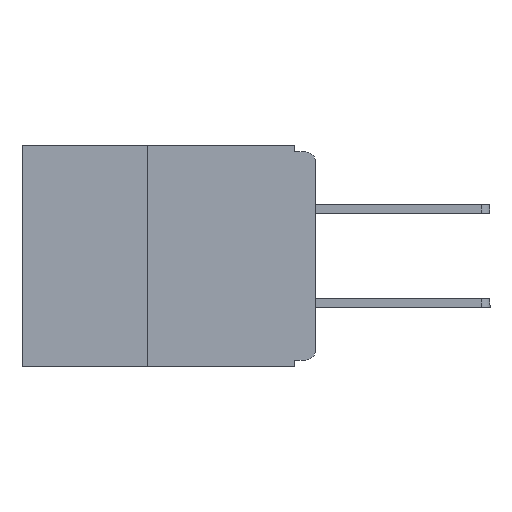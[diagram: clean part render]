
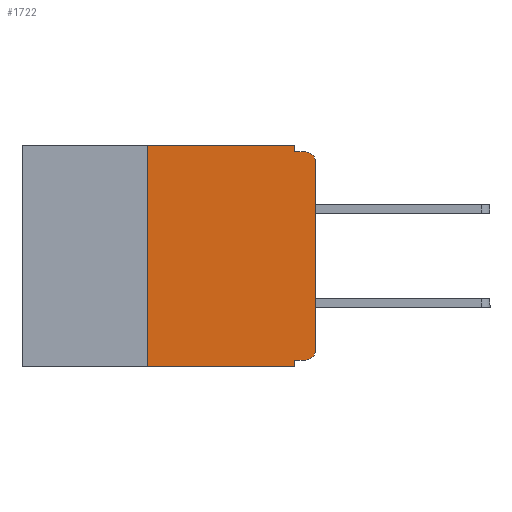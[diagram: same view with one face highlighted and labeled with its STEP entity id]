
A CAD part, left-side view. The second image highlights one B-rep face of the part: STEP entity #1722.
In plain terms, the highlighted planar face has unit normal (-1, 0, 0).
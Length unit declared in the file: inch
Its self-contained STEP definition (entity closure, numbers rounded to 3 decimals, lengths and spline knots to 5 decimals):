
#139 = CARTESIAN_POINT ( 'NONE',  ( 0., 0.437, 0. ) ) ;
#245 = ORIENTED_EDGE ( 'NONE', *, *, #423, .F. ) ;
#381 = VECTOR ( 'NONE', #4499, 39.37008 ) ;
#423 = EDGE_CURVE ( 'NONE', #16871, #8114, #18124, .T. ) ;
#623 = CIRCLE ( 'NONE', #13789, 0.015 ) ;
#655 = ORIENTED_EDGE ( 'NONE', *, *, #4115, .F. ) ;
#672 = ORIENTED_EDGE ( 'NONE', *, *, #5050, .T. ) ;
#788 = ORIENTED_EDGE ( 'NONE', *, *, #9725, .F. ) ;
#878 = LINE ( 'NONE', #4331, #381 ) ;
#899 = CARTESIAN_POINT ( 'NONE',  ( 0., 0.015, -0.305 ) ) ;
#1722 = ADVANCED_FACE ( 'NONE', ( #7801 ), #13792, .F. ) ;
#1976 = ORIENTED_EDGE ( 'NONE', *, *, #10806, .T. ) ;
#1985 = DIRECTION ( 'NONE',  ( 0., 0., -1. ) ) ;
#2033 = DIRECTION ( 'NONE',  ( 0., -1., 0. ) ) ;
#2241 = CARTESIAN_POINT ( 'NONE',  ( 0., 0., 0. ) ) ;
#2351 = DIRECTION ( 'NONE',  ( 0., 0., 1. ) ) ;
#2456 = DIRECTION ( 'NONE',  ( 0., 0., -1. ) ) ;
#2460 = DIRECTION ( 'NONE',  ( -1., 0., 0. ) ) ;
#2477 = CARTESIAN_POINT ( 'NONE',  ( 0., 0.015, -0.025 ) ) ;
#2634 = AXIS2_PLACEMENT_3D ( 'NONE', #139, #5395, #1985 ) ;
#2747 = VECTOR ( 'NONE', #2351, 39.37008 ) ;
#3023 = LINE ( 'NONE', #3497, #10240 ) ;
#3478 = DIRECTION ( 'NONE',  ( 0., -1., 0. ) ) ;
#3497 = CARTESIAN_POINT ( 'NONE',  ( 0., 0., -0.01 ) ) ;
#4061 = ORIENTED_EDGE ( 'NONE', *, *, #14551, .T. ) ;
#4115 = EDGE_CURVE ( 'NONE', #5927, #16871, #9556, .T. ) ;
#4331 = CARTESIAN_POINT ( 'NONE',  ( 0., 0.031, 0. ) ) ;
#4499 = DIRECTION ( 'NONE',  ( 0., 0., -1. ) ) ;
#4752 = ORIENTED_EDGE ( 'NONE', *, *, #9611, .F. ) ;
#4804 = CIRCLE ( 'NONE', #12857, 0.015 ) ;
#5050 = EDGE_CURVE ( 'NONE', #5927, #10647, #4804, .T. ) ;
#5395 = DIRECTION ( 'NONE',  ( 1., 0., 0. ) ) ;
#5927 = VERTEX_POINT ( 'NONE', #17059 ) ;
#6047 = CARTESIAN_POINT ( 'NONE',  ( 0., 0.25, 0. ) ) ;
#6240 = EDGE_CURVE ( 'NONE', #15797, #11912, #7435, .T. ) ;
#6525 = CARTESIAN_POINT ( 'NONE',  ( 0., 0.437, -0.33 ) ) ;
#6886 = CARTESIAN_POINT ( 'NONE',  ( 0., 0., -0.305 ) ) ;
#7001 = CARTESIAN_POINT ( 'NONE',  ( 0., 0.015, -0.01 ) ) ;
#7435 = LINE ( 'NONE', #13545, #18587 ) ;
#7605 = CARTESIAN_POINT ( 'NONE',  ( 0., 0.031, 0. ) ) ;
#7801 = FACE_OUTER_BOUND ( 'NONE', #10472, .T. ) ;
#7957 = DIRECTION ( 'NONE',  ( 0., -1., 0. ) ) ;
#8114 = VERTEX_POINT ( 'NONE', #18114 ) ;
#8178 = VERTEX_POINT ( 'NONE', #17617 ) ;
#9149 = CARTESIAN_POINT ( 'NONE',  ( 0., 0.25, -0.33 ) ) ;
#9197 = VECTOR ( 'NONE', #2033, 39.37008 ) ;
#9556 = LINE ( 'NONE', #12544, #13019 ) ;
#9611 = EDGE_CURVE ( 'NONE', #15775, #8178, #878, .T. ) ;
#9725 = EDGE_CURVE ( 'NONE', #8178, #15476, #3023, .T. ) ;
#9831 = EDGE_CURVE ( 'NONE', #15677, #15476, #623, .T. ) ;
#10240 = VECTOR ( 'NONE', #3478, 39.37008 ) ;
#10433 = LINE ( 'NONE', #2241, #2747 ) ;
#10472 = EDGE_LOOP ( 'NONE', ( #1976, #10626, #788, #4752, #14283, #15203, #4061, #245, #655, #672 ) ) ;
#10626 = ORIENTED_EDGE ( 'NONE', *, *, #9831, .T. ) ;
#10647 = VERTEX_POINT ( 'NONE', #6886 ) ;
#10756 = LINE ( 'NONE', #6525, #18053 ) ;
#10806 = EDGE_CURVE ( 'NONE', #10647, #15677, #10433, .T. ) ;
#11834 = DIRECTION ( 'NONE',  ( 0., 1., 0. ) ) ;
#11912 = VERTEX_POINT ( 'NONE', #6047 ) ;
#12544 = CARTESIAN_POINT ( 'NONE',  ( 0., 0., -0.32 ) ) ;
#12627 = LINE ( 'NONE', #18058, #9197 ) ;
#12857 = AXIS2_PLACEMENT_3D ( 'NONE', #899, #16015, #15751 ) ;
#13019 = VECTOR ( 'NONE', #11834, 39.37008 ) ;
#13220 = DIRECTION ( 'NONE',  ( 0., 0., 1. ) ) ;
#13232 = CARTESIAN_POINT ( 'NONE',  ( 0., 0.031, -0.32 ) ) ;
#13261 = CARTESIAN_POINT ( 'NONE',  ( 0., 0., -0.025 ) ) ;
#13545 = CARTESIAN_POINT ( 'NONE',  ( 0., 0.25, -0.33 ) ) ;
#13789 = AXIS2_PLACEMENT_3D ( 'NONE', #2477, #2460, #2456 ) ;
#13792 = PLANE ( 'NONE',  #2634 ) ;
#13969 = EDGE_CURVE ( 'NONE', #11912, #15775, #12627, .T. ) ;
#14283 = ORIENTED_EDGE ( 'NONE', *, *, #13969, .F. ) ;
#14551 = EDGE_CURVE ( 'NONE', #15797, #8114, #10756, .T. ) ;
#15203 = ORIENTED_EDGE ( 'NONE', *, *, #6240, .F. ) ;
#15476 = VERTEX_POINT ( 'NONE', #7001 ) ;
#15677 = VERTEX_POINT ( 'NONE', #13261 ) ;
#15751 = DIRECTION ( 'NONE',  ( 0., 0., -1. ) ) ;
#15775 = VERTEX_POINT ( 'NONE', #7605 ) ;
#15797 = VERTEX_POINT ( 'NONE', #9149 ) ;
#16015 = DIRECTION ( 'NONE',  ( -1., 0., 0. ) ) ;
#16871 = VERTEX_POINT ( 'NONE', #13232 ) ;
#17059 = CARTESIAN_POINT ( 'NONE',  ( 0., 0.015, -0.32 ) ) ;
#17617 = CARTESIAN_POINT ( 'NONE',  ( 0., 0.031, -0.01 ) ) ;
#17698 = VECTOR ( 'NONE', #18670, 39.37008 ) ;
#18053 = VECTOR ( 'NONE', #7957, 39.37008 ) ;
#18058 = CARTESIAN_POINT ( 'NONE',  ( 0., 0.437, 0. ) ) ;
#18114 = CARTESIAN_POINT ( 'NONE',  ( 0., 0.031, -0.33 ) ) ;
#18124 = LINE ( 'NONE', #18426, #17698 ) ;
#18426 = CARTESIAN_POINT ( 'NONE',  ( 0., 0.031, -0.33 ) ) ;
#18587 = VECTOR ( 'NONE', #13220, 39.37008 ) ;
#18670 = DIRECTION ( 'NONE',  ( 0., 0., -1. ) ) ;
